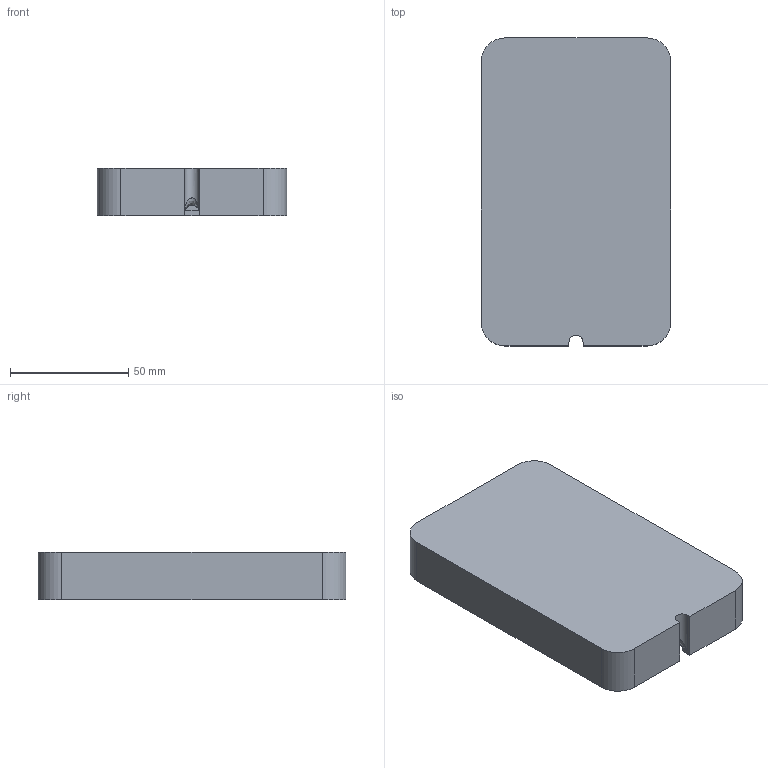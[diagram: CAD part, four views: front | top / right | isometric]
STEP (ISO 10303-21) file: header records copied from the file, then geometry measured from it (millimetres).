
FILE_DESCRIPTION (( 'STEP AP203' ), '1' );
FILE_NAME ('ARRERE.STEP', '2020-03-31T07:48:43', ( '' ), ( '' ), 'SwSTEP 2.0', 'SolidWorks 2018', '' );
FILE_SCHEMA (( 'CONFIG_CONTROL_DESIGN' ));
Length unit declared in the file: millimetre
Products named in the file (1): ARRERE
Bounding box: 80 x 130 x 20 mm (x, y, z)
Volume: 119108.9 mm3; surface area: 34154.9 mm2
Topology: 1 solids, 1 shells, 42 faces, 104 edges, 66 vertices
Faces by surface type: plane 26, cylinder 15, bspline 1
Entity records: 1401 total; most frequent: CARTESIAN_POINT 321, DIRECTION 212, ORIENTED_EDGE 204, EDGE_CURVE 102, AXIS2_PLACEMENT_3D 71, VECTOR 70, LINE 70, VERTEX_POINT 66
